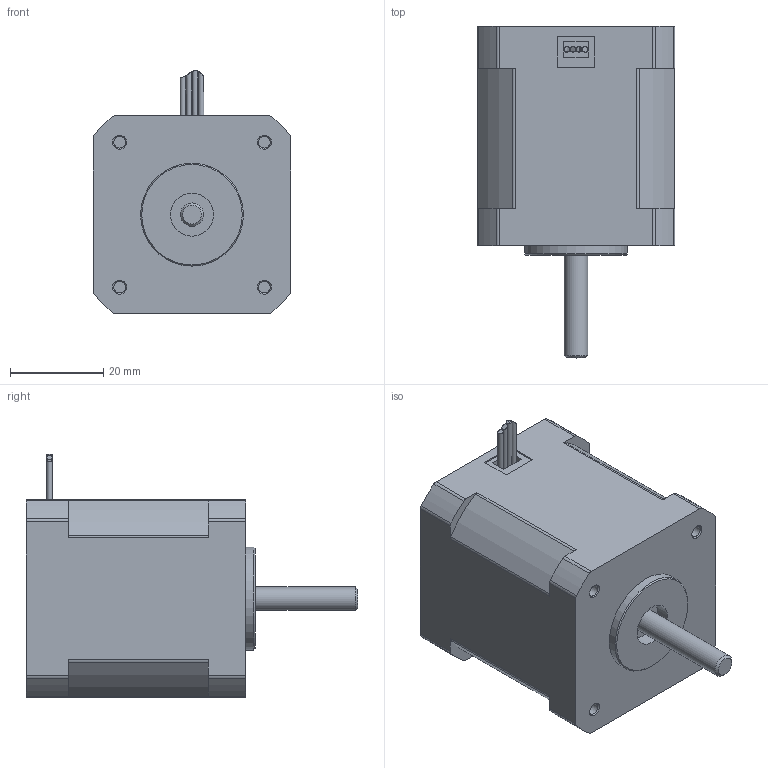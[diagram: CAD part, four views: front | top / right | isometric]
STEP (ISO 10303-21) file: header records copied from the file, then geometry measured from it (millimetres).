
FILE_DESCRIPTION(('HOOPS Exchange Step'),'2;1');
FILE_NAME('export-7DCF709F-5377-4D78-B01E-467A88DB6DC9.stp','2023-06-01T14:11:18+02:00',('Engineering'),('Alibre'),'HOOPS Exchange 2021.0','Alibre','Unknown authorisation');
FILE_SCHEMA( ('AP242_MANAGED_MODEL_BASED_3D_ENGINEERING_MIM_LF {1 0 10303 442 1 1 4 }') );
Length unit declared in the file: millimetre
Products named in the file (1): 504 Stepper Motor DCNC-NEMA17-0.5Nm
Bounding box: 42.3 x 71 x 52 mm (x, y, z)
Volume: 81080.5 mm3; surface area: 12024.6 mm2
Topology: 1 solids, 1 shells, 92 faces, 245 edges, 169 vertices
Faces by surface type: cylinder 48, plane 33, cone 6, extrusion 5
Full cylindrical faces by diameter (mm): 1.2 x4, 2.5 x4, 5 x1, 9.2 x2, 22 x1
Entity records: 3518 total; most frequent: CARTESIAN_POINT 1006, DIRECTION 537, ORIENTED_EDGE 490, EDGE_CURVE 245, AXIS2_PLACEMENT_3D 209, VERTEX_POINT 169, CIRCLE 120, VECTOR 119
